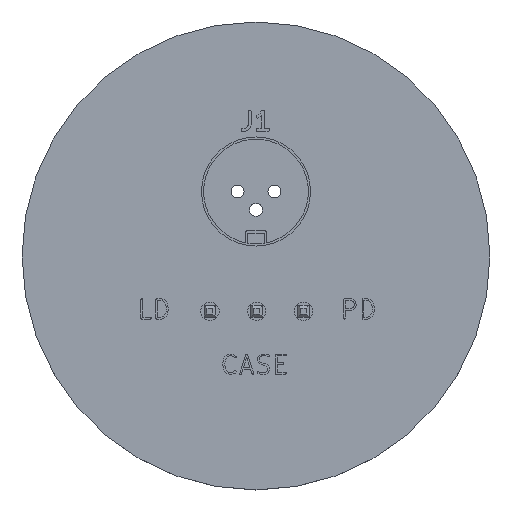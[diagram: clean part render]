
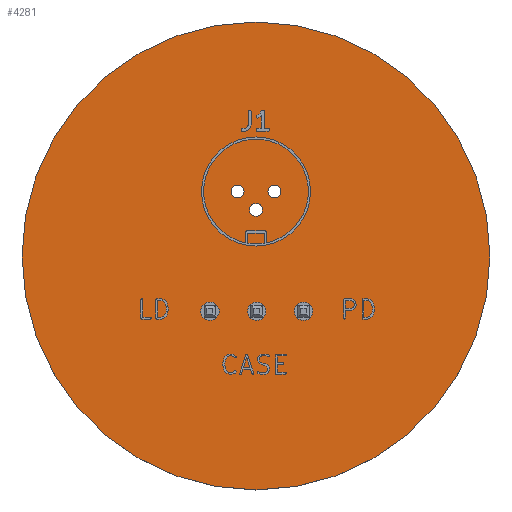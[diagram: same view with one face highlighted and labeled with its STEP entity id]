
A CAD part, top view. The second image highlights one B-rep face of the part: STEP entity #4281.
In plain terms, the highlighted planar face has unit normal (0, 0, 1).
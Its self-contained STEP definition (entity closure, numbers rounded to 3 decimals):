
#4180 = VERTEX_POINT('',#4181);
#4181 = CARTESIAN_POINT('',(169.2,-67.,1.51));
#4187 = EDGE_CURVE('',#4180,#4180,#4188,.T.);
#4188 = CIRCLE('',#4189,12.7);
#4189 = AXIS2_PLACEMENT_3D('',#4190,#4191,#4192);
#4190 = CARTESIAN_POINT('',(156.5,-67.,1.51));
#4191 = DIRECTION('',(0.,0.,1.));
#4192 = DIRECTION('',(1.,0.,-0.));
#4281 = ADVANCED_FACE('',(#4282,#4285,#4296,#4307,#4318,#4329,#4340),
  #4351,.T.);
#4282 = FACE_BOUND('',#4283,.T.);
#4283 = EDGE_LOOP('',(#4284));
#4284 = ORIENTED_EDGE('',*,*,#4187,.T.);
#4285 = FACE_BOUND('',#4286,.T.);
#4286 = EDGE_LOOP('',(#4287));
#4287 = ORIENTED_EDGE('',*,*,#4288,.T.);
#4288 = EDGE_CURVE('',#4289,#4289,#4291,.T.);
#4289 = VERTEX_POINT('',#4290);
#4290 = CARTESIAN_POINT('',(154.,-70.5,1.51));
#4291 = CIRCLE('',#4292,0.5);
#4292 = AXIS2_PLACEMENT_3D('',#4293,#4294,#4295);
#4293 = CARTESIAN_POINT('',(154.,-70.,1.51));
#4294 = DIRECTION('',(-0.,0.,-1.));
#4295 = DIRECTION('',(-0.,-1.,0.));
#4296 = FACE_BOUND('',#4297,.T.);
#4297 = EDGE_LOOP('',(#4298));
#4298 = ORIENTED_EDGE('',*,*,#4299,.T.);
#4299 = EDGE_CURVE('',#4300,#4300,#4302,.T.);
#4300 = VERTEX_POINT('',#4301);
#4301 = CARTESIAN_POINT('',(156.54,-70.5,1.51));
#4302 = CIRCLE('',#4303,0.5);
#4303 = AXIS2_PLACEMENT_3D('',#4304,#4305,#4306);
#4304 = CARTESIAN_POINT('',(156.54,-70.,1.51));
#4305 = DIRECTION('',(-0.,0.,-1.));
#4306 = DIRECTION('',(-0.,-1.,0.));
#4307 = FACE_BOUND('',#4308,.T.);
#4308 = EDGE_LOOP('',(#4309));
#4309 = ORIENTED_EDGE('',*,*,#4310,.T.);
#4310 = EDGE_CURVE('',#4311,#4311,#4313,.T.);
#4311 = VERTEX_POINT('',#4312);
#4312 = CARTESIAN_POINT('',(159.08,-70.5,1.51));
#4313 = CIRCLE('',#4314,0.5);
#4314 = AXIS2_PLACEMENT_3D('',#4315,#4316,#4317);
#4315 = CARTESIAN_POINT('',(159.08,-70.,1.51));
#4316 = DIRECTION('',(-0.,0.,-1.));
#4317 = DIRECTION('',(-0.,-1.,0.));
#4318 = FACE_BOUND('',#4319,.T.);
#4319 = EDGE_LOOP('',(#4320));
#4320 = ORIENTED_EDGE('',*,*,#4321,.T.);
#4321 = EDGE_CURVE('',#4322,#4322,#4324,.T.);
#4322 = VERTEX_POINT('',#4323);
#4323 = CARTESIAN_POINT('',(156.5,-64.85,1.51));
#4324 = CIRCLE('',#4325,0.35);
#4325 = AXIS2_PLACEMENT_3D('',#4326,#4327,#4328);
#4326 = CARTESIAN_POINT('',(156.5,-64.5,1.51));
#4327 = DIRECTION('',(-0.,0.,-1.));
#4328 = DIRECTION('',(-0.,-1.,0.));
#4329 = FACE_BOUND('',#4330,.T.);
#4330 = EDGE_LOOP('',(#4331));
#4331 = ORIENTED_EDGE('',*,*,#4332,.T.);
#4332 = EDGE_CURVE('',#4333,#4333,#4335,.T.);
#4333 = VERTEX_POINT('',#4334);
#4334 = CARTESIAN_POINT('',(155.5,-63.85,1.51));
#4335 = CIRCLE('',#4336,0.35);
#4336 = AXIS2_PLACEMENT_3D('',#4337,#4338,#4339);
#4337 = CARTESIAN_POINT('',(155.5,-63.5,1.51));
#4338 = DIRECTION('',(-0.,0.,-1.));
#4339 = DIRECTION('',(-0.,-1.,0.));
#4340 = FACE_BOUND('',#4341,.T.);
#4341 = EDGE_LOOP('',(#4342));
#4342 = ORIENTED_EDGE('',*,*,#4343,.T.);
#4343 = EDGE_CURVE('',#4344,#4344,#4346,.T.);
#4344 = VERTEX_POINT('',#4345);
#4345 = CARTESIAN_POINT('',(157.5,-63.85,1.51));
#4346 = CIRCLE('',#4347,0.35);
#4347 = AXIS2_PLACEMENT_3D('',#4348,#4349,#4350);
#4348 = CARTESIAN_POINT('',(157.5,-63.5,1.51));
#4349 = DIRECTION('',(-0.,0.,-1.));
#4350 = DIRECTION('',(-0.,-1.,0.));
#4351 = PLANE('',#4352);
#4352 = AXIS2_PLACEMENT_3D('',#4353,#4354,#4355);
#4353 = CARTESIAN_POINT('',(0.,0.,1.51));
#4354 = DIRECTION('',(0.,0.,1.));
#4355 = DIRECTION('',(1.,0.,-0.));
